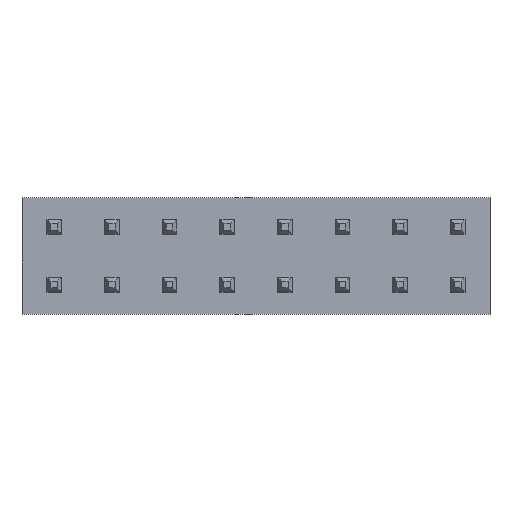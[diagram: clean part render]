
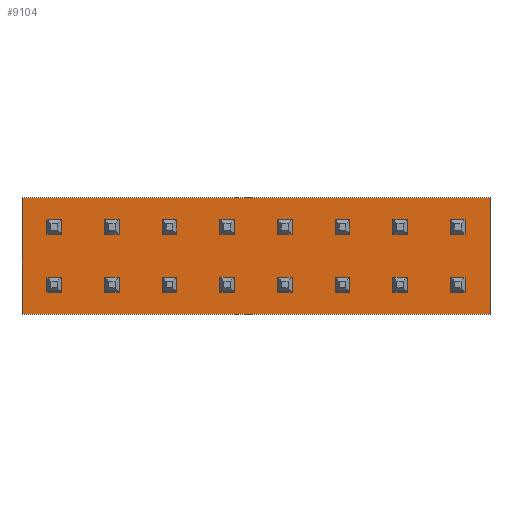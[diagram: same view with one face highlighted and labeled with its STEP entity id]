
A CAD part, top view. The second image highlights one B-rep face of the part: STEP entity #9104.
In plain terms, the highlighted planar face has unit normal (0, 0, 1).
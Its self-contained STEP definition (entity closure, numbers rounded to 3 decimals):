
#8979 = CARTESIAN_POINT ( 'NONE',  ( 19.2, 3.845, 2.54 ) ) ;
#8980 = VERTEX_POINT ( 'NONE', #8979 ) ;
#8987 = CARTESIAN_POINT ( 'NONE',  ( 19.2, -1.305, 2.54 ) ) ;
#8988 = VERTEX_POINT ( 'NONE', #8987 ) ;
#8989 = CARTESIAN_POINT ( 'NONE',  ( 19.2, -1.305, 2.54 ) ) ;
#8990 = DIRECTION ( 'NONE',  ( 0., 1., 0. ) ) ;
#8991 = VECTOR ( 'NONE', #8990, 1000. ) ;
#8992 = LINE ( 'NONE', #8989, #8991 ) ;
#8993 = EDGE_CURVE ( 'NONE', #8988, #8980, #8992, .T. ) ;
#9017 = CARTESIAN_POINT ( 'NONE',  ( -1.42, 3.845, 2.54 ) ) ;
#9018 = VERTEX_POINT ( 'NONE', #9017 ) ;
#9025 = CARTESIAN_POINT ( 'NONE',  ( -1.42, 3.845, 2.54 ) ) ;
#9026 = DIRECTION ( 'NONE',  ( -1., 0., 0. ) ) ;
#9027 = VECTOR ( 'NONE', #9026, 1000. ) ;
#9028 = LINE ( 'NONE', #9025, #9027 ) ;
#9029 = EDGE_CURVE ( 'NONE', #8980, #9018, #9028, .T. ) ;
#9048 = CARTESIAN_POINT ( 'NONE',  ( -1.42, -1.305, 2.54 ) ) ;
#9049 = VERTEX_POINT ( 'NONE', #9048 ) ;
#9056 = CARTESIAN_POINT ( 'NONE',  ( -1.42, -1.305, 2.54 ) ) ;
#9057 = DIRECTION ( 'NONE',  ( 0., -1., 0. ) ) ;
#9058 = VECTOR ( 'NONE', #9057, 1000. ) ;
#9059 = LINE ( 'NONE', #9056, #9058 ) ;
#9060 = EDGE_CURVE ( 'NONE', #9018, #9049, #9059, .T. ) ;
#9078 = CARTESIAN_POINT ( 'NONE',  ( -1.42, -1.305, 2.54 ) ) ;
#9079 = DIRECTION ( 'NONE',  ( 1., 0., 0. ) ) ;
#9080 = VECTOR ( 'NONE', #9079, 1000. ) ;
#9081 = LINE ( 'NONE', #9078, #9080 ) ;
#9082 = EDGE_CURVE ( 'NONE', #9049, #8988, #9081, .T. ) ;
#9093 = ORIENTED_EDGE ( 'NONE', *, *, #8993, .T. ) ;
#9094 = ORIENTED_EDGE ( 'NONE', *, *, #9029, .T. ) ;
#9095 = ORIENTED_EDGE ( 'NONE', *, *, #9060, .T. ) ;
#9096 = ORIENTED_EDGE ( 'NONE', *, *, #9082, .T. ) ;
#9097 = EDGE_LOOP ( 'NONE', ( #9093, #9094, #9095, #9096 ) ) ;
#9098 = FACE_OUTER_BOUND ( 'NONE', #9097, .T. ) ;
#9099 = CARTESIAN_POINT ( 'NONE',  ( 8.89, 1.27, 2.54 ) ) ;
#9100 = DIRECTION ( 'NONE',  ( 0., 0., -1. ) ) ;
#9101 = DIRECTION ( 'NONE',  ( 0., 1., 0. ) ) ;
#9102 = AXIS2_PLACEMENT_3D ( 'NONE', #9099, #9100, #9101 ) ;
#9103 = PLANE ( 'NONE', #9102 ) ;
#9104 = ADVANCED_FACE ( 'NONE', ( #9098 ), #9103, .F. ) ;
